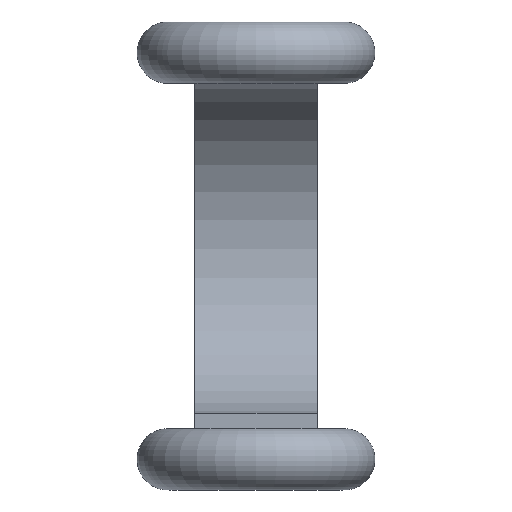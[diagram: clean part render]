
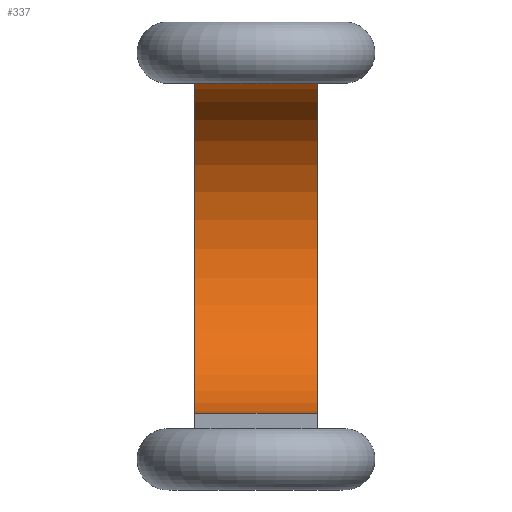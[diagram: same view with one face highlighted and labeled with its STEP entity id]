
A CAD part, front view. The second image highlights one B-rep face of the part: STEP entity #337.
In plain terms, the highlighted cylindrical face has radius 22 mm (diameter 44 mm), a partial arc.
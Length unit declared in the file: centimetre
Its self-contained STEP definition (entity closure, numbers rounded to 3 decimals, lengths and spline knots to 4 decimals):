
#26=CYLINDRICAL_SURFACE('',#388,2.2);
#33=LINE('',#690,#45);
#38=LINE('',#725,#50);
#45=VECTOR('',#444,1.);
#50=VECTOR('',#475,1.);
#74=FACE_OUTER_BOUND('',#94,.T.);
#94=EDGE_LOOP('',(#294,#295,#296,#297,#298,#299));
#103=B_SPLINE_CURVE_WITH_KNOTS('',3,(#511,#512,#513,#514,#515,#516),
 .UNSPECIFIED.,.F.,.F.,(4,2,4),(0.,0.0678,0.1326),
 .UNSPECIFIED.);
#106=B_SPLINE_CURVE_WITH_KNOTS('',3,(#546,#547,#548,#549,#550,#551),
 .UNSPECIFIED.,.F.,.F.,(4,2,4),(0.,0.069,0.1326),
 .UNSPECIFIED.);
#124=CIRCLE('',#363,2.2);
#137=CIRCLE('',#387,2.2);
#143=VERTEX_POINT('',#503);
#144=VERTEX_POINT('',#510);
#147=VERTEX_POINT('',#532);
#148=VERTEX_POINT('',#545);
#151=VERTEX_POINT('',#605);
#166=VERTEX_POINT('',#689);
#174=EDGE_CURVE('',#144,#143,#103,.T.);
#178=EDGE_CURVE('',#148,#147,#106,.T.);
#185=EDGE_CURVE('',#151,#148,#124,.T.);
#204=EDGE_CURVE('',#151,#166,#33,.T.);
#217=EDGE_CURVE('',#143,#166,#137,.T.);
#218=EDGE_CURVE('',#147,#144,#38,.T.);
#294=ORIENTED_EDGE('',*,*,#174,.T.);
#295=ORIENTED_EDGE('',*,*,#217,.T.);
#296=ORIENTED_EDGE('',*,*,#204,.F.);
#297=ORIENTED_EDGE('',*,*,#185,.T.);
#298=ORIENTED_EDGE('',*,*,#178,.T.);
#299=ORIENTED_EDGE('',*,*,#218,.T.);
#337=ADVANCED_FACE('',(#74),#26,.F.);
#363=AXIS2_PLACEMENT_3D('',#606,#412,#413);
#387=AXIS2_PLACEMENT_3D('',#723,#471,#472);
#388=AXIS2_PLACEMENT_3D('',#724,#473,#474);
#412=DIRECTION('center_axis',(1.,0.,0.));
#413=DIRECTION('ref_axis',(0.,0.,1.));
#444=DIRECTION('',(-1.,0.,0.));
#471=DIRECTION('center_axis',(-1.,0.,0.));
#472=DIRECTION('ref_axis',(0.,0.,1.));
#473=DIRECTION('center_axis',(-1.,0.,0.));
#474=DIRECTION('ref_axis',(0.,0.,1.));
#475=DIRECTION('',(-1.,0.,0.));
#503=CARTESIAN_POINT('',(0.,0.1129,1.9971));
#510=CARTESIAN_POINT('',(0.0693,0.,2.));
#511=CARTESIAN_POINT('Ctrl Pts',(0.0693,0.,
2.));
#512=CARTESIAN_POINT('Ctrl Pts',(0.0565,0.0187,
2.));
#513=CARTESIAN_POINT('Ctrl Pts',(0.0442,0.0376,
1.9998));
#514=CARTESIAN_POINT('Ctrl Pts',(0.0212,0.0753,
1.9988));
#515=CARTESIAN_POINT('Ctrl Pts',(0.0104,0.094,1.9981));
#516=CARTESIAN_POINT('Ctrl Pts',(0.,0.1129,
1.9971));
#532=CARTESIAN_POINT('',(1.5307,0.,2.));
#545=CARTESIAN_POINT('',(1.6,0.1129,1.9971));
#546=CARTESIAN_POINT('Ctrl Pts',(1.6,0.1129,1.9971));
#547=CARTESIAN_POINT('Ctrl Pts',(1.5889,0.0927,1.9981));
#548=CARTESIAN_POINT('Ctrl Pts',(1.5774,0.0729,1.9989));
#549=CARTESIAN_POINT('Ctrl Pts',(1.5542,0.0352,1.9998));
#550=CARTESIAN_POINT('Ctrl Pts',(1.5427,0.0175,2.));
#551=CARTESIAN_POINT('Ctrl Pts',(1.5307,0.,
2.));
#605=CARTESIAN_POINT('',(1.6,0.,-2.4));
#606=CARTESIAN_POINT('Origin',(1.6,0.,-0.2));
#689=CARTESIAN_POINT('',(0.,0.,-2.4));
#690=CARTESIAN_POINT('',(2.6,0.,-2.4));
#723=CARTESIAN_POINT('Origin',(0.,0.,
-0.2));
#724=CARTESIAN_POINT('Origin',(1.3,0.,-0.2));
#725=CARTESIAN_POINT('',(2.6,0.,2.));
